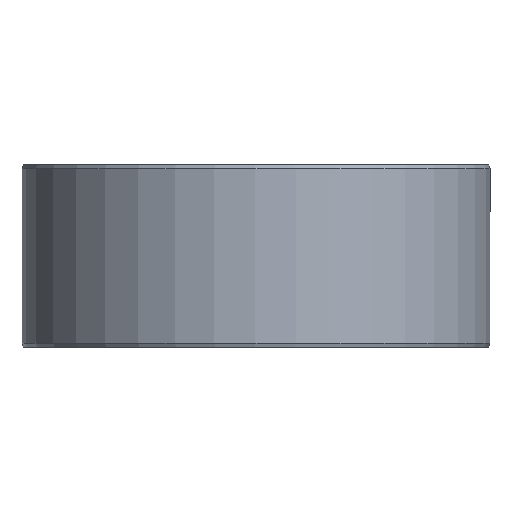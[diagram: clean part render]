
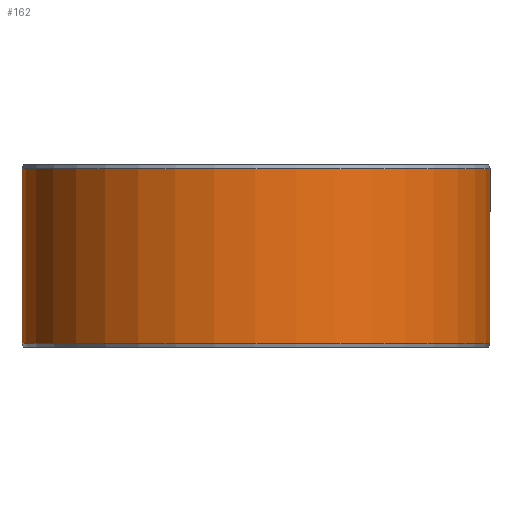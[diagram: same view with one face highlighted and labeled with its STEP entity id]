
A CAD part, front view. The second image highlights one B-rep face of the part: STEP entity #162.
In plain terms, the highlighted cylindrical face has radius 102.5 mm (diameter 205 mm), a partial arc.
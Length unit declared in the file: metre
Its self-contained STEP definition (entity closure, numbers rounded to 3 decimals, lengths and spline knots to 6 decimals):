
#162=ADVANCED_FACE('',(#185,#186),#187,.T.);
#185=FACE_OUTER_BOUND('',#211,.T.);
#186=FACE_BOUND('',#212,.T.);
#187=CYLINDRICAL_SURFACE('',#213,0.1025);
#211=EDGE_LOOP('',(#289,#290,#291,#292));
#212=EDGE_LOOP('',(#293));
#213=AXIS2_PLACEMENT_3D('',#294,#295,#296);
#289=ORIENTED_EDGE('',*,*,#314,.T.);
#290=ORIENTED_EDGE('',*,*,#323,.F.);
#291=ORIENTED_EDGE('',*,*,#309,.F.);
#292=ORIENTED_EDGE('',*,*,#324,.T.);
#293=ORIENTED_EDGE('',*,*,#327,.T.);
#294=CARTESIAN_POINT('',(0.,0.,0.0));
#295=DIRECTION('',(0.,0.0,-1.0));
#296=DIRECTION('',(-1.0,0.0,0.));
#309=EDGE_CURVE('',#341,#342,#343,.T.);
#314=EDGE_CURVE('',#351,#349,#352,.T.);
#323=EDGE_CURVE('',#342,#349,#365,.T.);
#324=EDGE_CURVE('',#341,#351,#366,.T.);
#327=EDGE_CURVE('',#370,#370,#371,.T.);
#341=VERTEX_POINT('',#389);
#342=VERTEX_POINT('',#390);
#343=CIRCLE('',#391,0.1025);
#349=VERTEX_POINT('',#399);
#351=VERTEX_POINT('',#402);
#352=CIRCLE('',#403,0.1025);
#365=LINE('',#422,#423);
#366=LINE('',#424,#425);
#370=VERTEX_POINT('',#501);
#371=B_SPLINE_CURVE_WITH_KNOTS('',3,(#502,#503,#504,#505,#506,#507,#508,#509,#510,#511,#512,#513,#514,#515,#516,#517,#518,#519,#520,#521,#522,#523,#524,#525,#526,#527,#528,#529,#530,#531,#532,#533,#534,#535,#536,#537,#538,#539,#540,#541,#542,#543,#544,#545,#546,#547,#548,#549,#550,#551,#552,#553,#554,#555,#556,#557,#558,#559,#560,#561,#562,#563,#564,#565,#566,#567,#568,#569,#570,#571,#572,#573),.UNSPECIFIED.,.T.,.F.,(2,2,2,2,2,2,2,2,2,2,2,2,2,2,2,2,2,2,2,2,2,2,2,2,2,2,2,2,2,2,2,2,2,2,2,2,2,2),(-0.000977,0.0,0.000977,0.001466,0.001954,0.002931,0.003908,0.004885,0.005862,0.006839,0.007816,0.008793,0.009771,0.010748,0.011725,0.012702,0.01319,0.013679,0.014656,0.015633,0.01661,0.017587,0.018564,0.019541,0.020518,0.021495,0.022472,0.023449,0.024426,0.024915,0.025403,0.02638,0.027357,0.028334,0.029312,0.030289,0.031266,0.032243),.UNSPECIFIED.);
#389=CARTESIAN_POINT('',(0.001789,0.102484,0.0018));
#390=CARTESIAN_POINT('',(0.,0.1025,0.0018));
#391=AXIS2_PLACEMENT_3D('',#587,#588,#589);
#399=CARTESIAN_POINT('',(0.,0.1025,0.0782));
#402=CARTESIAN_POINT('',(0.001789,0.102484,0.0782));
#403=AXIS2_PLACEMENT_3D('',#596,#597,#598);
#422=CARTESIAN_POINT('',(0.,0.1025,0.0018));
#423=VECTOR('',#611,1.0);
#424=CARTESIAN_POINT('',(0.001789,0.102484,0.0018));
#425=VECTOR('',#612,1.0);
#501=CARTESIAN_POINT('',(0.08518,-0.057014,0.04));
#502=CARTESIAN_POINT('',(0.08518,-0.057014,0.03967));
#503=CARTESIAN_POINT('',(0.08518,-0.057014,0.04033));
#504=CARTESIAN_POINT('',(0.085198,-0.056987,0.040655));
#505=CARTESIAN_POINT('',(0.085251,-0.056908,0.041135));
#506=CARTESIAN_POINT('',(0.085273,-0.056875,0.041293));
#507=CARTESIAN_POINT('',(0.085326,-0.056796,0.041607));
#508=CARTESIAN_POINT('',(0.085357,-0.056749,0.041763));
#509=CARTESIAN_POINT('',(0.085461,-0.056592,0.042217));
#510=CARTESIAN_POINT('',(0.085546,-0.056464,0.042505));
#511=CARTESIAN_POINT('',(0.085745,-0.056161,0.043048));
#512=CARTESIAN_POINT('',(0.085861,-0.055984,0.043305));
#513=CARTESIAN_POINT('',(0.086112,-0.055597,0.043766));
#514=CARTESIAN_POINT('',(0.086249,-0.055385,0.043973));
#515=CARTESIAN_POINT('',(0.086543,-0.054924,0.044339));
#516=CARTESIAN_POINT('',(0.086698,-0.054678,0.044494));
#517=CARTESIAN_POINT('',(0.087018,-0.054168,0.044744));
#518=CARTESIAN_POINT('',(0.087184,-0.053901,0.04484));
#519=CARTESIAN_POINT('',(0.087522,-0.053351,0.044968));
#520=CARTESIAN_POINT('',(0.08769,-0.053073,0.045));
#521=CARTESIAN_POINT('',(0.088026,-0.052514,0.045));
#522=CARTESIAN_POINT('',(0.088195,-0.052229,0.044968));
#523=CARTESIAN_POINT('',(0.088521,-0.051677,0.04484));
#524=CARTESIAN_POINT('',(0.088677,-0.051407,0.044746));
#525=CARTESIAN_POINT('',(0.088979,-0.050882,0.044495));
#526=CARTESIAN_POINT('',(0.089124,-0.050628,0.044339));
#527=CARTESIAN_POINT('',(0.089391,-0.050156,0.043977));
#528=CARTESIAN_POINT('',(0.089514,-0.049935,0.043771));
#529=CARTESIAN_POINT('',(0.089741,-0.049527,0.043304));
#530=CARTESIAN_POINT('',(0.089841,-0.049345,0.043051));
#531=CARTESIAN_POINT('',(0.089971,-0.049106,0.042645));
#532=CARTESIAN_POINT('',(0.090011,-0.049033,0.042505));
#533=CARTESIAN_POINT('',(0.090086,-0.048896,0.042216));
#534=CARTESIAN_POINT('',(0.090119,-0.048834,0.042066));
#535=CARTESIAN_POINT('',(0.090209,-0.048668,0.041612));
#536=CARTESIAN_POINT('',(0.090254,-0.048585,0.0413));
#537=CARTESIAN_POINT('',(0.090315,-0.048472,0.04066));
#538=CARTESIAN_POINT('',(0.09033,-0.048443,0.040328));
#539=CARTESIAN_POINT('',(0.09033,-0.048443,0.039675));
#540=CARTESIAN_POINT('',(0.090315,-0.04847,0.039351));
#541=CARTESIAN_POINT('',(0.090255,-0.048583,0.038706));
#542=CARTESIAN_POINT('',(0.090209,-0.048668,0.03839));
#543=CARTESIAN_POINT('',(0.090091,-0.048887,0.037788));
#544=CARTESIAN_POINT('',(0.090017,-0.049023,0.037498));
#545=CARTESIAN_POINT('',(0.089841,-0.049344,0.036951));
#546=CARTESIAN_POINT('',(0.089742,-0.049525,0.036699));
#547=CARTESIAN_POINT('',(0.089518,-0.049928,0.036237));
#548=CARTESIAN_POINT('',(0.089393,-0.050152,0.036026));
#549=CARTESIAN_POINT('',(0.089125,-0.050626,0.035662));
#550=CARTESIAN_POINT('',(0.088983,-0.050875,0.035509));
#551=CARTESIAN_POINT('',(0.088682,-0.051399,0.035257));
#552=CARTESIAN_POINT('',(0.088522,-0.051674,0.035161));
#553=CARTESIAN_POINT('',(0.088198,-0.052225,0.035033));
#554=CARTESIAN_POINT('',(0.088032,-0.052504,0.035));
#555=CARTESIAN_POINT('',(0.087692,-0.05307,0.035));
#556=CARTESIAN_POINT('',(0.087523,-0.053349,0.035032));
#557=CARTESIAN_POINT('',(0.087272,-0.053757,0.035127));
#558=CARTESIAN_POINT('',(0.087189,-0.053892,0.035166));
#559=CARTESIAN_POINT('',(0.087024,-0.054159,0.035261));
#560=CARTESIAN_POINT('',(0.086941,-0.054291,0.035317));
#561=CARTESIAN_POINT('',(0.0867,-0.054677,0.035505));
#562=CARTESIAN_POINT('',(0.086546,-0.054919,0.035658));
#563=CARTESIAN_POINT('',(0.086253,-0.055378,0.03602));
#564=CARTESIAN_POINT('',(0.086114,-0.055594,0.036231));
#565=CARTESIAN_POINT('',(0.085862,-0.055982,0.036692));
#566=CARTESIAN_POINT('',(0.085749,-0.056155,0.036944));
#567=CARTESIAN_POINT('',(0.085548,-0.056461,0.037489));
#568=CARTESIAN_POINT('',(0.085462,-0.056591,0.037781));
#569=CARTESIAN_POINT('',(0.085323,-0.0568,0.038382));
#570=CARTESIAN_POINT('',(0.08527,-0.05688,0.038696));
#571=CARTESIAN_POINT('',(0.085198,-0.056987,0.039343));
#572=CARTESIAN_POINT('',(0.08518,-0.057014,0.03967));
#573=CARTESIAN_POINT('',(0.08518,-0.057014,0.04033));
#587=CARTESIAN_POINT('',(0.,0.,0.0018));
#588=DIRECTION('',(0.,0.0,-1.0));
#589=DIRECTION('',(-1.0,0.0,0.));
#596=CARTESIAN_POINT('',(0.,0.,0.0782));
#597=DIRECTION('',(0.,0.0,-1.0));
#598=DIRECTION('',(-1.0,0.0,0.));
#611=DIRECTION('',(0.,0.0,1.0));
#612=DIRECTION('',(0.,0.,1.0));
